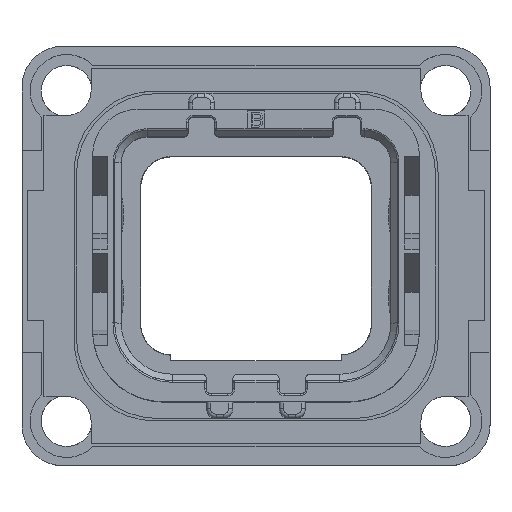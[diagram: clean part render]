
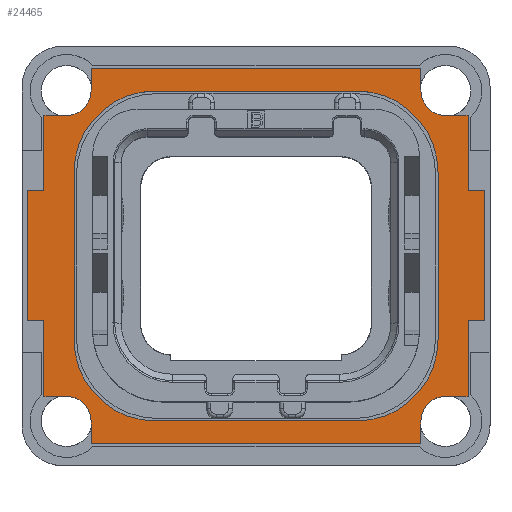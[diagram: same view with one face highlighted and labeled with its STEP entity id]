
A CAD part, top view. The second image highlights one B-rep face of the part: STEP entity #24465.
In plain terms, the highlighted planar face has unit normal (0, 0, 1).
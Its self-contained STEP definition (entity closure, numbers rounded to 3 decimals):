
#685=DIRECTION('',(0.,-1.,0.));
#686=VECTOR('',#685,4.65);
#687=CARTESIAN_POINT('',(-13.05,-4.,2.31));
#688=LINE('',#687,#686);
#689=DIRECTION('',(1.,0.,0.));
#690=VECTOR('',#689,1.);
#691=CARTESIAN_POINT('',(-14.05,-4.,2.31));
#692=LINE('',#691,#690);
#693=DIRECTION('',(0.,-1.,0.));
#694=VECTOR('',#693,8.);
#695=CARTESIAN_POINT('',(-14.05,4.,2.31));
#696=LINE('',#695,#694);
#697=DIRECTION('',(-1.,0.,0.));
#698=VECTOR('',#697,1.);
#699=CARTESIAN_POINT('',(-13.05,4.,2.31));
#700=LINE('',#699,#698);
#701=DIRECTION('',(0.,-1.,0.));
#702=VECTOR('',#701,4.65);
#703=CARTESIAN_POINT('',(-13.05,8.65,2.31));
#704=LINE('',#703,#702);
#705=DIRECTION('',(1.,0.,0.));
#706=VECTOR('',#705,1.4);
#707=CARTESIAN_POINT('',(-13.05,8.65,2.31));
#708=LINE('',#707,#706);
#709=CARTESIAN_POINT('',(-11.65,10.15,2.31));
#710=DIRECTION('',(0.,0.,1.));
#711=DIRECTION('',(0.,-1.,0.));
#712=AXIS2_PLACEMENT_3D('',#709,#710,#711);
#714=DIRECTION('',(0.,-1.,0.));
#715=VECTOR('',#714,1.4);
#716=CARTESIAN_POINT('',(-10.15,11.55,2.31));
#717=LINE('',#716,#715);
#718=DIRECTION('',(-1.,0.,0.));
#719=VECTOR('',#718,20.3);
#720=CARTESIAN_POINT('',(10.15,11.55,2.31));
#721=LINE('',#720,#719);
#722=DIRECTION('',(0.,-1.,0.));
#723=VECTOR('',#722,1.4);
#724=CARTESIAN_POINT('',(10.15,11.55,2.31));
#725=LINE('',#724,#723);
#726=CARTESIAN_POINT('',(11.65,10.15,2.31));
#727=DIRECTION('',(0.,0.,1.));
#728=DIRECTION('',(-1.,0.,0.));
#729=AXIS2_PLACEMENT_3D('',#726,#727,#728);
#731=DIRECTION('',(-1.,0.,0.));
#732=VECTOR('',#731,1.4);
#733=CARTESIAN_POINT('',(13.05,8.65,2.31));
#734=LINE('',#733,#732);
#735=DIRECTION('',(0.,1.,0.));
#736=VECTOR('',#735,4.65);
#737=CARTESIAN_POINT('',(13.05,4.,2.31));
#738=LINE('',#737,#736);
#739=DIRECTION('',(-1.,0.,0.));
#740=VECTOR('',#739,1.);
#741=CARTESIAN_POINT('',(14.05,4.,2.31));
#742=LINE('',#741,#740);
#743=DIRECTION('',(0.,1.,0.));
#744=VECTOR('',#743,8.);
#745=CARTESIAN_POINT('',(14.05,-4.,2.31));
#746=LINE('',#745,#744);
#747=DIRECTION('',(1.,0.,0.));
#748=VECTOR('',#747,1.);
#749=CARTESIAN_POINT('',(13.05,-4.,2.31));
#750=LINE('',#749,#748);
#751=DIRECTION('',(0.,1.,0.));
#752=VECTOR('',#751,4.65);
#753=CARTESIAN_POINT('',(13.05,-8.65,2.31));
#754=LINE('',#753,#752);
#755=DIRECTION('',(-1.,0.,0.));
#756=VECTOR('',#755,1.4);
#757=CARTESIAN_POINT('',(13.05,-8.65,2.31));
#758=LINE('',#757,#756);
#759=CARTESIAN_POINT('',(11.65,-10.15,2.31));
#760=DIRECTION('',(0.,0.,1.));
#761=DIRECTION('',(0.,1.,0.));
#762=AXIS2_PLACEMENT_3D('',#759,#760,#761);
#764=DIRECTION('',(0.,1.,0.));
#765=VECTOR('',#764,1.4);
#766=CARTESIAN_POINT('',(10.15,-11.55,2.31));
#767=LINE('',#766,#765);
#768=DIRECTION('',(1.,0.,0.));
#769=VECTOR('',#768,20.3);
#770=CARTESIAN_POINT('',(-10.15,-11.55,2.31));
#771=LINE('',#770,#769);
#772=DIRECTION('',(0.,1.,0.));
#773=VECTOR('',#772,1.4);
#774=CARTESIAN_POINT('',(-10.15,-11.55,2.31));
#775=LINE('',#774,#773);
#776=CARTESIAN_POINT('',(-11.65,-10.15,2.31));
#777=DIRECTION('',(0.,0.,1.));
#778=DIRECTION('',(1.,0.,0.));
#779=AXIS2_PLACEMENT_3D('',#776,#777,#778);
#781=DIRECTION('',(1.,0.,0.));
#782=VECTOR('',#781,1.4);
#783=CARTESIAN_POINT('',(-13.05,-8.65,2.31));
#784=LINE('',#783,#782);
#785=DIRECTION('',(0.,-1.,0.));
#786=VECTOR('',#785,10.3);
#787=CARTESIAN_POINT('',(11.2,5.15,2.31));
#788=LINE('',#787,#786);
#789=DIRECTION('',(1.,0.,0.));
#790=VECTOR('',#789,12.4);
#791=CARTESIAN_POINT('',(-6.2,10.15,2.31));
#792=LINE('',#791,#790);
#793=DIRECTION('',(0.,1.,0.));
#794=VECTOR('',#793,10.3);
#795=CARTESIAN_POINT('',(-11.2,-5.15,2.31));
#796=LINE('',#795,#794);
#797=DIRECTION('',(-1.,0.,0.));
#798=VECTOR('',#797,12.4);
#799=CARTESIAN_POINT('',(6.2,-10.15,2.31));
#800=LINE('',#799,#798);
#905=CARTESIAN_POINT('',(-6.2,-5.15,2.31));
#906=DIRECTION('',(0.,0.,-1.));
#907=DIRECTION('',(0.,-1.,0.));
#908=AXIS2_PLACEMENT_3D('',#905,#906,#907);
#918=CARTESIAN_POINT('',(6.2,-5.15,2.31));
#919=DIRECTION('',(0.,0.,-1.));
#920=DIRECTION('',(1.,0.,0.));
#921=AXIS2_PLACEMENT_3D('',#918,#919,#920);
#923=CARTESIAN_POINT('',(-6.2,5.15,2.31));
#924=DIRECTION('',(0.,0.,-1.));
#925=DIRECTION('',(-1.,0.,0.));
#926=AXIS2_PLACEMENT_3D('',#923,#924,#925);
#936=CARTESIAN_POINT('',(6.2,5.15,2.31));
#937=DIRECTION('',(0.,0.,-1.));
#938=DIRECTION('',(0.,1.,0.));
#939=AXIS2_PLACEMENT_3D('',#936,#937,#938);
#23260=CARTESIAN_POINT('',(-11.2,-5.15,2.31));
#23261=CARTESIAN_POINT('',(-11.2,5.15,2.31));
#23262=VERTEX_POINT('',#23260);
#23263=VERTEX_POINT('',#23261);
#23264=CARTESIAN_POINT('',(-6.2,10.15,2.31));
#23265=CARTESIAN_POINT('',(6.2,10.15,2.31));
#23266=VERTEX_POINT('',#23264);
#23267=VERTEX_POINT('',#23265);
#23268=CARTESIAN_POINT('',(11.2,5.15,2.31));
#23269=CARTESIAN_POINT('',(11.2,-5.15,2.31));
#23270=VERTEX_POINT('',#23268);
#23271=VERTEX_POINT('',#23269);
#23272=CARTESIAN_POINT('',(6.2,-10.15,2.31));
#23273=CARTESIAN_POINT('',(-6.2,-10.15,2.31));
#23274=VERTEX_POINT('',#23272);
#23275=VERTEX_POINT('',#23273);
#23292=CARTESIAN_POINT('',(10.15,10.15,2.31));
#23293=CARTESIAN_POINT('',(11.65,8.65,2.31));
#23294=VERTEX_POINT('',#23292);
#23295=VERTEX_POINT('',#23293);
#23296=CARTESIAN_POINT('',(13.05,8.65,2.31));
#23297=VERTEX_POINT('',#23296);
#23298=CARTESIAN_POINT('',(10.15,11.55,2.31));
#23299=VERTEX_POINT('',#23298);
#23300=CARTESIAN_POINT('',(11.65,-8.65,2.31));
#23301=CARTESIAN_POINT('',(10.15,-10.15,2.31));
#23302=VERTEX_POINT('',#23300);
#23303=VERTEX_POINT('',#23301);
#23304=CARTESIAN_POINT('',(10.15,-11.55,2.31));
#23305=VERTEX_POINT('',#23304);
#23306=CARTESIAN_POINT('',(13.05,-8.65,2.31));
#23307=VERTEX_POINT('',#23306);
#23308=CARTESIAN_POINT('',(-10.15,-10.15,2.31));
#23309=CARTESIAN_POINT('',(-11.65,-8.65,2.31));
#23310=VERTEX_POINT('',#23308);
#23311=VERTEX_POINT('',#23309);
#23312=CARTESIAN_POINT('',(-13.05,-8.65,2.31));
#23313=VERTEX_POINT('',#23312);
#23314=CARTESIAN_POINT('',(-10.15,-11.55,2.31));
#23315=VERTEX_POINT('',#23314);
#23316=CARTESIAN_POINT('',(-10.15,11.55,2.31));
#23317=CARTESIAN_POINT('',(-10.15,10.15,2.31));
#23318=VERTEX_POINT('',#23316);
#23319=VERTEX_POINT('',#23317);
#23320=CARTESIAN_POINT('',(-13.05,8.65,2.31));
#23321=CARTESIAN_POINT('',(-11.65,8.65,2.31));
#23322=VERTEX_POINT('',#23320);
#23323=VERTEX_POINT('',#23321);
#23324=CARTESIAN_POINT('',(14.05,-4.,2.31));
#23325=CARTESIAN_POINT('',(14.05,4.,2.31));
#23326=VERTEX_POINT('',#23324);
#23327=VERTEX_POINT('',#23325);
#23328=CARTESIAN_POINT('',(-14.05,4.,2.31));
#23329=CARTESIAN_POINT('',(-14.05,-4.,2.31));
#23330=VERTEX_POINT('',#23328);
#23331=VERTEX_POINT('',#23329);
#23332=CARTESIAN_POINT('',(13.05,-4.,2.31));
#23333=VERTEX_POINT('',#23332);
#23334=CARTESIAN_POINT('',(13.05,4.,2.31));
#23335=VERTEX_POINT('',#23334);
#23336=CARTESIAN_POINT('',(-13.05,4.,2.31));
#23337=VERTEX_POINT('',#23336);
#23338=CARTESIAN_POINT('',(-13.05,-4.,2.31));
#23339=VERTEX_POINT('',#23338);
#24412=CARTESIAN_POINT('',(0.,0.,2.31));
#24413=DIRECTION('',(0.,0.,1.));
#24414=DIRECTION('',(1.,0.,0.));
#24415=AXIS2_PLACEMENT_3D('',#24412,#24413,#24414);
#24416=PLANE('',#24415);
#24417=ORIENTED_EDGE('',*,*,#24036,.F.);
#24418=ORIENTED_EDGE('',*,*,#24050,.F.);
#24419=ORIENTED_EDGE('',*,*,#24064,.F.);
#24420=ORIENTED_EDGE('',*,*,#24078,.F.);
#24421=ORIENTED_EDGE('',*,*,#24092,.F.);
#24422=ORIENTED_EDGE('',*,*,#24108,.T.);
#24424=ORIENTED_EDGE('',*,*,#24423,.T.);
#24425=ORIENTED_EDGE('',*,*,#24167,.F.);
#24426=ORIENTED_EDGE('',*,*,#24183,.F.);
#24427=ORIENTED_EDGE('',*,*,#24199,.T.);
#24429=ORIENTED_EDGE('',*,*,#24428,.T.);
#24430=ORIENTED_EDGE('',*,*,#24258,.F.);
#24431=ORIENTED_EDGE('',*,*,#24274,.F.);
#24432=ORIENTED_EDGE('',*,*,#24288,.F.);
#24433=ORIENTED_EDGE('',*,*,#24302,.F.);
#24434=ORIENTED_EDGE('',*,*,#24316,.F.);
#24435=ORIENTED_EDGE('',*,*,#24330,.F.);
#24436=ORIENTED_EDGE('',*,*,#24346,.T.);
#24438=ORIENTED_EDGE('',*,*,#24437,.T.);
#24439=ORIENTED_EDGE('',*,*,#24404,.F.);
#24440=ORIENTED_EDGE('',*,*,#23944,.F.);
#24441=ORIENTED_EDGE('',*,*,#23961,.T.);
#24443=ORIENTED_EDGE('',*,*,#24442,.T.);
#24444=ORIENTED_EDGE('',*,*,#24020,.F.);
#24445=EDGE_LOOP('',(#24417,#24418,#24419,#24420,#24421,#24422,#24424,#24425,
#24426,#24427,#24429,#24430,#24431,#24432,#24433,#24434,#24435,#24436,#24438,
#24439,#24440,#24441,#24443,#24444));
#24446=FACE_OUTER_BOUND('',#24445,.F.);
#24448=ORIENTED_EDGE('',*,*,#24447,.F.);
#24450=ORIENTED_EDGE('',*,*,#24449,.F.);
#24452=ORIENTED_EDGE('',*,*,#24451,.F.);
#24454=ORIENTED_EDGE('',*,*,#24453,.F.);
#24456=ORIENTED_EDGE('',*,*,#24455,.F.);
#24458=ORIENTED_EDGE('',*,*,#24457,.F.);
#24460=ORIENTED_EDGE('',*,*,#24459,.F.);
#24462=ORIENTED_EDGE('',*,*,#24461,.F.);
#24463=EDGE_LOOP('',(#24448,#24450,#24452,#24454,#24456,#24458,#24460,#24462));
#24464=FACE_BOUND('',#24463,.F.);
#24465=ADVANCED_FACE('',(#24446,#24464),#24416,.T.);
#713=CIRCLE('',#712,1.5);
#730=CIRCLE('',#729,1.5);
#763=CIRCLE('',#762,1.5);
#780=CIRCLE('',#779,1.5);
#909=CIRCLE('',#908,5.);
#922=CIRCLE('',#921,5.);
#927=CIRCLE('',#926,5.);
#940=CIRCLE('',#939,5.);
#23944=EDGE_CURVE('',#23315,#23305,#771,.T.);
#23961=EDGE_CURVE('',#23315,#23310,#775,.T.);
#24020=EDGE_CURVE('',#23313,#23311,#784,.T.);
#24036=EDGE_CURVE('',#23339,#23313,#688,.T.);
#24050=EDGE_CURVE('',#23331,#23339,#692,.T.);
#24064=EDGE_CURVE('',#23330,#23331,#696,.T.);
#24078=EDGE_CURVE('',#23337,#23330,#700,.T.);
#24092=EDGE_CURVE('',#23322,#23337,#704,.T.);
#24108=EDGE_CURVE('',#23322,#23323,#708,.T.);
#24167=EDGE_CURVE('',#23318,#23319,#717,.T.);
#24183=EDGE_CURVE('',#23299,#23318,#721,.T.);
#24199=EDGE_CURVE('',#23299,#23294,#725,.T.);
#24258=EDGE_CURVE('',#23297,#23295,#734,.T.);
#24274=EDGE_CURVE('',#23335,#23297,#738,.T.);
#24288=EDGE_CURVE('',#23327,#23335,#742,.T.);
#24302=EDGE_CURVE('',#23326,#23327,#746,.T.);
#24316=EDGE_CURVE('',#23333,#23326,#750,.T.);
#24330=EDGE_CURVE('',#23307,#23333,#754,.T.);
#24346=EDGE_CURVE('',#23307,#23302,#758,.T.);
#24404=EDGE_CURVE('',#23305,#23303,#767,.T.);
#24423=EDGE_CURVE('',#23323,#23319,#713,.T.);
#24428=EDGE_CURVE('',#23294,#23295,#730,.T.);
#24437=EDGE_CURVE('',#23302,#23303,#763,.T.);
#24442=EDGE_CURVE('',#23310,#23311,#780,.T.);
#24447=EDGE_CURVE('',#23270,#23271,#788,.T.);
#24449=EDGE_CURVE('',#23267,#23270,#940,.T.);
#24451=EDGE_CURVE('',#23266,#23267,#792,.T.);
#24453=EDGE_CURVE('',#23263,#23266,#927,.T.);
#24455=EDGE_CURVE('',#23262,#23263,#796,.T.);
#24457=EDGE_CURVE('',#23275,#23262,#909,.T.);
#24459=EDGE_CURVE('',#23274,#23275,#800,.T.);
#24461=EDGE_CURVE('',#23271,#23274,#922,.T.);
